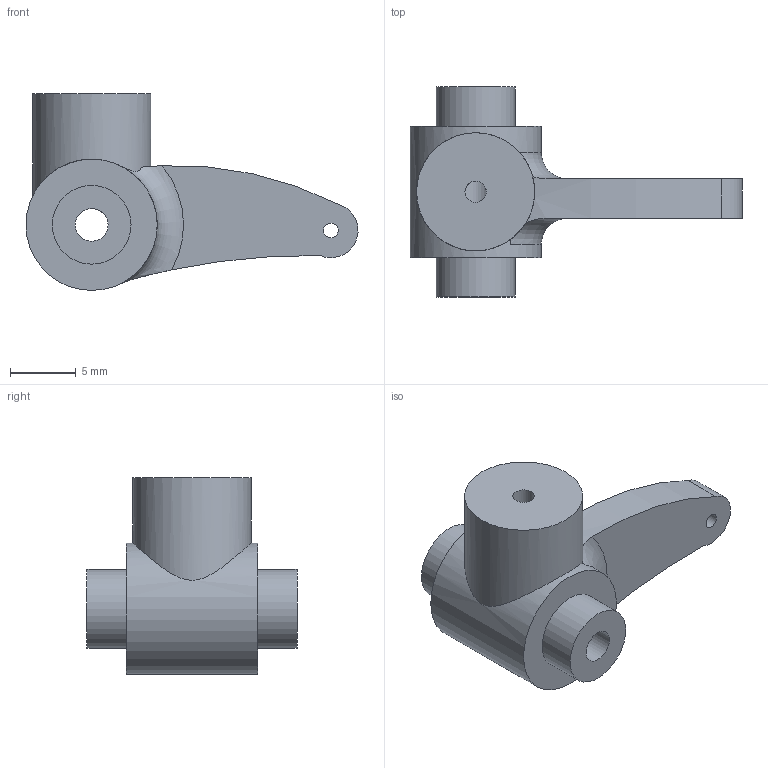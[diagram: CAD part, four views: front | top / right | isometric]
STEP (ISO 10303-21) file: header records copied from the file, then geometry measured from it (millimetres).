
FILE_DESCRIPTION(/* description */ (''),/* implementation_level */ '2;1');
FILE_NAME(/* name */ 'trojan nosegear leaver v2.step',/* time_stamp */ '2019-01-10T20:47:01+11:00',/* author */ ('robattard29ZNZ'),/* organization */ (''),/* preprocessor_version */ 'ST-DEVELOPER v17.2',/* originating_system */ 'Autodesk Translation Framework v7.6.0.251',/* authorisation */ '');
FILE_SCHEMA (('AUTOMOTIVE_DESIGN { 1 0 10303 214 3 1 1 }'));
Length unit declared in the file: millimetre
Products named in the file (1): trojan nosegear leaver
Bounding box: 25.29 x 16 x 15 mm (x, y, z)
Volume: 1514.2 mm3; surface area: 1179.2 mm2
Topology: 1 solids, 1 shells, 21 faces, 51 edges, 35 vertices
Faces by surface type: cylinder 12, plane 7, torus 2
Full cylindrical faces by diameter (mm): 1.125 x1, 1.623 x1, 2.5 x1, 6 x2, 9 x1, 10 x1
Entity records: 788 total; most frequent: CARTESIAN_POINT 254, ORIENTED_EDGE 102, DIRECTION 100, EDGE_CURVE 51, AXIS2_PLACEMENT_3D 44, VERTEX_POINT 35, EDGE_LOOP 30, CIRCLE 22
